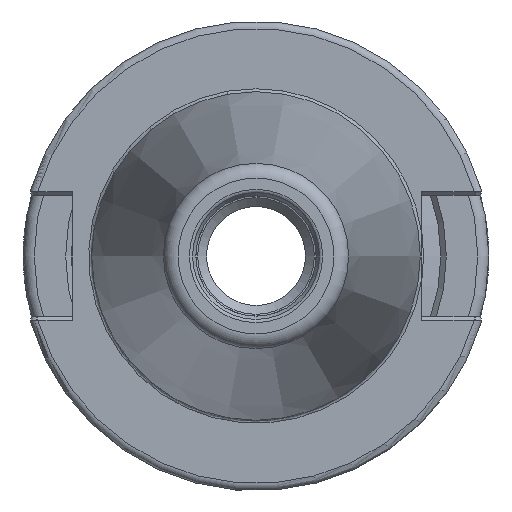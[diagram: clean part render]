
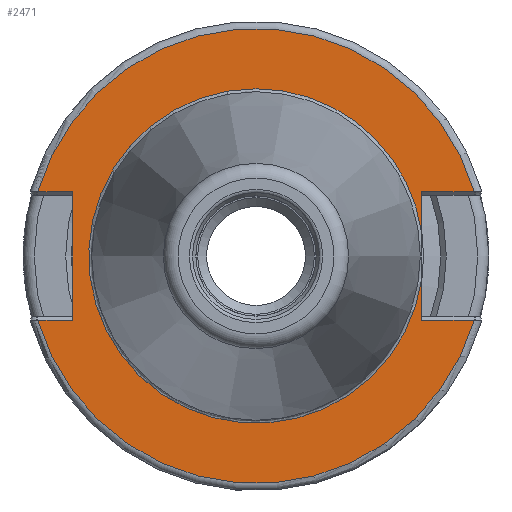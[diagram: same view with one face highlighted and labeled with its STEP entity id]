
A CAD part, left-side view. The second image highlights one B-rep face of the part: STEP entity #2471.
In plain terms, the highlighted planar face has unit normal (-1, 0, 0).
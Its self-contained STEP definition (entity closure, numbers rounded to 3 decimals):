
#171=LINE('',#3648,#321);
#178=LINE('',#3770,#328);
#179=LINE('',#3774,#329);
#180=LINE('',#3776,#330);
#181=LINE('',#3778,#331);
#182=LINE('',#3782,#332);
#183=LINE('',#3784,#333);
#321=VECTOR('',#2940,10.);
#328=VECTOR('',#2951,10.);
#329=VECTOR('',#2954,10.);
#330=VECTOR('',#2955,10.);
#331=VECTOR('',#2956,10.);
#332=VECTOR('',#2959,10.);
#333=VECTOR('',#2960,10.);
#504=FACE_OUTER_BOUND('',#643,.T.);
#643=EDGE_LOOP('',(#1649,#1650,#1651,#1652,#1653,#1654,#1655,#1656,#1657,
#1658,#1659));
#792=CIRCLE('',#2639,30.775);
#793=CIRCLE('',#2640,30.775);
#794=CIRCLE('',#2641,22.625);
#795=CIRCLE('',#2642,22.625);
#952=VERTEX_POINT('',#3645);
#953=VERTEX_POINT('',#3647);
#961=VERTEX_POINT('',#3769);
#962=VERTEX_POINT('',#3771);
#963=VERTEX_POINT('',#3773);
#964=VERTEX_POINT('',#3775);
#965=VERTEX_POINT('',#3777);
#966=VERTEX_POINT('',#3779);
#967=VERTEX_POINT('',#3781);
#968=VERTEX_POINT('',#3783);
#969=VERTEX_POINT('',#3785);
#1227=EDGE_CURVE('',#952,#953,#171,.T.);
#1239=EDGE_CURVE('',#961,#953,#178,.T.);
#1240=EDGE_CURVE('',#962,#952,#792,.T.);
#1241=EDGE_CURVE('',#963,#962,#179,.T.);
#1242=EDGE_CURVE('',#963,#964,#180,.T.);
#1243=EDGE_CURVE('',#965,#964,#181,.T.);
#1244=EDGE_CURVE('',#966,#965,#793,.T.);
#1245=EDGE_CURVE('',#967,#966,#182,.T.);
#1246=EDGE_CURVE('',#967,#968,#183,.T.);
#1247=EDGE_CURVE('',#968,#969,#794,.T.);
#1248=EDGE_CURVE('',#969,#961,#795,.T.);
#1649=ORIENTED_EDGE('',*,*,#1239,.T.);
#1650=ORIENTED_EDGE('',*,*,#1227,.F.);
#1651=ORIENTED_EDGE('',*,*,#1240,.F.);
#1652=ORIENTED_EDGE('',*,*,#1241,.F.);
#1653=ORIENTED_EDGE('',*,*,#1242,.T.);
#1654=ORIENTED_EDGE('',*,*,#1243,.F.);
#1655=ORIENTED_EDGE('',*,*,#1244,.F.);
#1656=ORIENTED_EDGE('',*,*,#1245,.F.);
#1657=ORIENTED_EDGE('',*,*,#1246,.T.);
#1658=ORIENTED_EDGE('',*,*,#1247,.T.);
#1659=ORIENTED_EDGE('',*,*,#1248,.T.);
#2407=PLANE('',#2638);
#2471=ADVANCED_FACE('',(#504),#2407,.T.);
#2638=AXIS2_PLACEMENT_3D('',#3768,#2949,#2950);
#2639=AXIS2_PLACEMENT_3D('',#3772,#2952,#2953);
#2640=AXIS2_PLACEMENT_3D('',#3780,#2957,#2958);
#2641=AXIS2_PLACEMENT_3D('',#3786,#2961,#2962);
#2642=AXIS2_PLACEMENT_3D('',#3787,#2963,#2964);
#2940=DIRECTION('',(0.,1.,0.));
#2949=DIRECTION('center_axis',(-1.,0.,0.));
#2950=DIRECTION('ref_axis',(0.,0.,1.));
#2951=DIRECTION('',(0.,0.,1.));
#2952=DIRECTION('center_axis',(1.,0.,0.));
#2953=DIRECTION('ref_axis',(0.,0.,-1.));
#2954=DIRECTION('',(0.,1.,0.));
#2955=DIRECTION('',(0.,0.,-1.));
#2956=DIRECTION('',(0.,-1.,0.));
#2957=DIRECTION('center_axis',(1.,0.,0.));
#2958=DIRECTION('ref_axis',(0.,0.,-1.));
#2959=DIRECTION('',(0.,-1.,0.));
#2960=DIRECTION('',(0.,0.,1.));
#2961=DIRECTION('center_axis',(1.,0.,0.));
#2962=DIRECTION('ref_axis',(0.,0.,-1.));
#2963=DIRECTION('center_axis',(1.,0.,0.));
#2964=DIRECTION('ref_axis',(0.,0.,-1.));
#3645=CARTESIAN_POINT('',(1.,-29.523,8.69));
#3647=CARTESIAN_POINT('',(1.,-22.41,8.69));
#3648=CARTESIAN_POINT('',(1.,4.182,8.69));
#3768=CARTESIAN_POINT('Origin',(1.,30.775,0.));
#3769=CARTESIAN_POINT('',(1.,-22.41,3.112));
#3770=CARTESIAN_POINT('',(1.,-22.41,-4.095));
#3771=CARTESIAN_POINT('',(1.,29.523,8.69));
#3772=CARTESIAN_POINT('Origin',(1.,0.,0.));
#3773=CARTESIAN_POINT('',(1.,24.8,8.69));
#3774=CARTESIAN_POINT('',(1.,38.399,8.69));
#3775=CARTESIAN_POINT('',(1.,24.8,-8.69));
#3776=CARTESIAN_POINT('',(1.,24.8,4.095));
#3777=CARTESIAN_POINT('',(1.,29.523,-8.69));
#3778=CARTESIAN_POINT('',(1.,27.788,-8.69));
#3779=CARTESIAN_POINT('',(1.,-29.523,-8.69));
#3780=CARTESIAN_POINT('Origin',(1.,0.,0.));
#3781=CARTESIAN_POINT('',(1.,-22.41,-8.69));
#3782=CARTESIAN_POINT('',(1.,-6.591,-8.69));
#3783=CARTESIAN_POINT('',(1.,-22.41,-3.112));
#3784=CARTESIAN_POINT('',(1.,-22.41,-4.095));
#3785=CARTESIAN_POINT('',(1.,0.,22.625));
#3786=CARTESIAN_POINT('Origin',(1.,0.,0.));
#3787=CARTESIAN_POINT('Origin',(1.,0.,0.));
